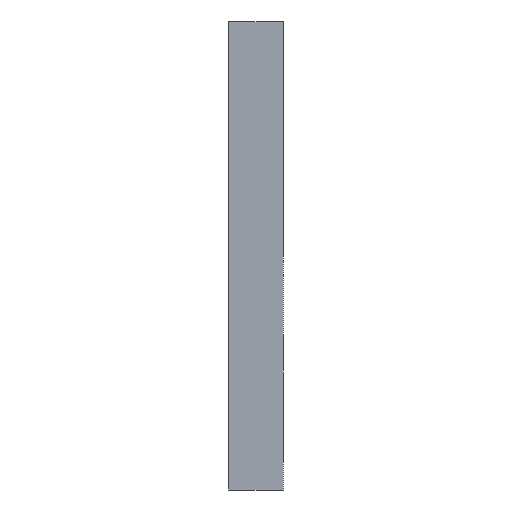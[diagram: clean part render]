
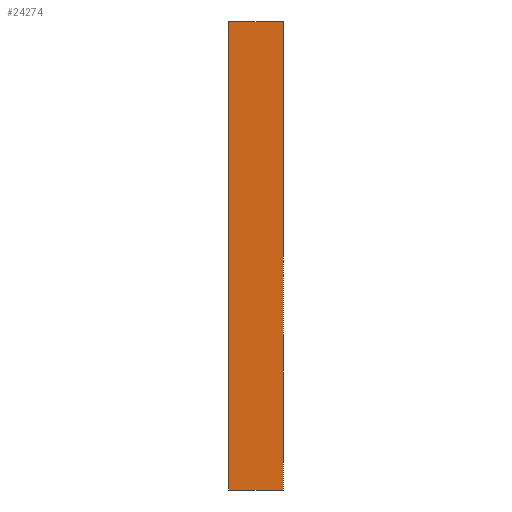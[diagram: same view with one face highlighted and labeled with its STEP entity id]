
A CAD part, front view. The second image highlights one B-rep face of the part: STEP entity #24274.
In plain terms, the highlighted planar face has unit normal (0, -1, 0).
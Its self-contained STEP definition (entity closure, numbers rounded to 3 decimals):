
#14415 = PLANE('',#14416);
#14416 = AXIS2_PLACEMENT_3D('',#14417,#14418,#14419);
#14417 = CARTESIAN_POINT('',(20.,64.95,56.248));
#14418 = DIRECTION('',(1.,0.,0.));
#14419 = DIRECTION('',(0.,0.,1.));
#14594 = PLANE('',#14595);
#14595 = AXIS2_PLACEMENT_3D('',#14596,#14597,#14598);
#14596 = CARTESIAN_POINT('',(0.,64.95,56.248));
#14597 = DIRECTION('',(-1.,0.,0.));
#14598 = DIRECTION('',(0.,0.,-1.));
#24179 = PLANE('',#24180);
#24180 = AXIS2_PLACEMENT_3D('',#24181,#24182,#24183);
#24181 = CARTESIAN_POINT('',(10.,64.95,-30.));
#24182 = DIRECTION('',(0.,0.,-1.));
#24183 = DIRECTION('',(-1.,0.,0.));
#24204 = VERTEX_POINT('',#24205);
#24205 = CARTESIAN_POINT('',(20.,-30.,-30.));
#24226 = EDGE_CURVE('',#24204,#24227,#24229,.T.);
#24227 = VERTEX_POINT('',#24228);
#24228 = CARTESIAN_POINT('',(0.,-30.,-30.));
#24229 = SURFACE_CURVE('',#24230,(#24234,#24241),.PCURVE_S1.);
#24230 = LINE('',#24231,#24232);
#24231 = CARTESIAN_POINT('',(20.,-30.,-30.));
#24232 = VECTOR('',#24233,1.);
#24233 = DIRECTION('',(-1.,0.,0.));
#24234 = PCURVE('',#24179,#24235);
#24235 = DEFINITIONAL_REPRESENTATION('',(#24236),#24240);
#24236 = LINE('',#24237,#24238);
#24237 = CARTESIAN_POINT('',(-10.,-94.95));
#24238 = VECTOR('',#24239,1.);
#24239 = DIRECTION('',(1.,0.));
#24240 = ( GEOMETRIC_REPRESENTATION_CONTEXT(2) 
PARAMETRIC_REPRESENTATION_CONTEXT() REPRESENTATION_CONTEXT('2D SPACE',''
  ) );
#24241 = PCURVE('',#24242,#24247);
#24242 = PLANE('',#24243);
#24243 = AXIS2_PLACEMENT_3D('',#24244,#24245,#24246);
#24244 = CARTESIAN_POINT('',(10.,-30.,56.248));
#24245 = DIRECTION('',(0.,-1.,0.));
#24246 = DIRECTION('',(0.,0.,-1.));
#24247 = DEFINITIONAL_REPRESENTATION('',(#24248),#24252);
#24248 = LINE('',#24249,#24250);
#24249 = CARTESIAN_POINT('',(86.248,10.));
#24250 = VECTOR('',#24251,1.);
#24251 = DIRECTION('',(0.,-1.));
#24252 = ( GEOMETRIC_REPRESENTATION_CONTEXT(2) 
PARAMETRIC_REPRESENTATION_CONTEXT() REPRESENTATION_CONTEXT('2D SPACE',''
  ) );
#24274 = ADVANCED_FACE('',(#24275),#24242,.T.);
#24275 = FACE_BOUND('',#24276,.T.);
#24276 = EDGE_LOOP('',(#24277,#24278,#24301,#24329));
#24277 = ORIENTED_EDGE('',*,*,#24226,.F.);
#24278 = ORIENTED_EDGE('',*,*,#24279,.T.);
#24279 = EDGE_CURVE('',#24204,#24280,#24282,.T.);
#24280 = VERTEX_POINT('',#24281);
#24281 = CARTESIAN_POINT('',(20.,-30.,142.497));
#24282 = SURFACE_CURVE('',#24283,(#24287,#24294),.PCURVE_S1.);
#24283 = LINE('',#24284,#24285);
#24284 = CARTESIAN_POINT('',(20.,-30.,-30.));
#24285 = VECTOR('',#24286,1.);
#24286 = DIRECTION('',(0.,0.,1.));
#24287 = PCURVE('',#24242,#24288);
#24288 = DEFINITIONAL_REPRESENTATION('',(#24289),#24293);
#24289 = LINE('',#24290,#24291);
#24290 = CARTESIAN_POINT('',(86.248,10.));
#24291 = VECTOR('',#24292,1.);
#24292 = DIRECTION('',(-1.,0.));
#24293 = ( GEOMETRIC_REPRESENTATION_CONTEXT(2) 
PARAMETRIC_REPRESENTATION_CONTEXT() REPRESENTATION_CONTEXT('2D SPACE',''
  ) );
#24294 = PCURVE('',#14415,#24295);
#24295 = DEFINITIONAL_REPRESENTATION('',(#24296),#24300);
#24296 = LINE('',#24297,#24298);
#24297 = CARTESIAN_POINT('',(-86.248,94.95));
#24298 = VECTOR('',#24299,1.);
#24299 = DIRECTION('',(1.,0.));
#24300 = ( GEOMETRIC_REPRESENTATION_CONTEXT(2) 
PARAMETRIC_REPRESENTATION_CONTEXT() REPRESENTATION_CONTEXT('2D SPACE',''
  ) );
#24301 = ORIENTED_EDGE('',*,*,#24302,.T.);
#24302 = EDGE_CURVE('',#24280,#24303,#24305,.T.);
#24303 = VERTEX_POINT('',#24304);
#24304 = CARTESIAN_POINT('',(0.,-30.,142.497));
#24305 = SURFACE_CURVE('',#24306,(#24310,#24317),.PCURVE_S1.);
#24306 = LINE('',#24307,#24308);
#24307 = CARTESIAN_POINT('',(20.,-30.,142.497));
#24308 = VECTOR('',#24309,1.);
#24309 = DIRECTION('',(-1.,0.,0.));
#24310 = PCURVE('',#24242,#24311);
#24311 = DEFINITIONAL_REPRESENTATION('',(#24312),#24316);
#24312 = LINE('',#24313,#24314);
#24313 = CARTESIAN_POINT('',(-86.248,10.));
#24314 = VECTOR('',#24315,1.);
#24315 = DIRECTION('',(0.,-1.));
#24316 = ( GEOMETRIC_REPRESENTATION_CONTEXT(2) 
PARAMETRIC_REPRESENTATION_CONTEXT() REPRESENTATION_CONTEXT('2D SPACE',''
  ) );
#24317 = PCURVE('',#24318,#24323);
#24318 = PLANE('',#24319);
#24319 = AXIS2_PLACEMENT_3D('',#24320,#24321,#24322);
#24320 = CARTESIAN_POINT('',(10.,64.95,142.497));
#24321 = DIRECTION('',(0.,0.,1.));
#24322 = DIRECTION('',(1.,0.,0.));
#24323 = DEFINITIONAL_REPRESENTATION('',(#24324),#24328);
#24324 = LINE('',#24325,#24326);
#24325 = CARTESIAN_POINT('',(10.,-94.95));
#24326 = VECTOR('',#24327,1.);
#24327 = DIRECTION('',(-1.,0.));
#24328 = ( GEOMETRIC_REPRESENTATION_CONTEXT(2) 
PARAMETRIC_REPRESENTATION_CONTEXT() REPRESENTATION_CONTEXT('2D SPACE',''
  ) );
#24329 = ORIENTED_EDGE('',*,*,#24330,.T.);
#24330 = EDGE_CURVE('',#24303,#24227,#24331,.T.);
#24331 = SURFACE_CURVE('',#24332,(#24336,#24343),.PCURVE_S1.);
#24332 = LINE('',#24333,#24334);
#24333 = CARTESIAN_POINT('',(0.,-30.,142.497));
#24334 = VECTOR('',#24335,1.);
#24335 = DIRECTION('',(0.,0.,-1.));
#24336 = PCURVE('',#24242,#24337);
#24337 = DEFINITIONAL_REPRESENTATION('',(#24338),#24342);
#24338 = LINE('',#24339,#24340);
#24339 = CARTESIAN_POINT('',(-86.248,-10.));
#24340 = VECTOR('',#24341,1.);
#24341 = DIRECTION('',(1.,0.));
#24342 = ( GEOMETRIC_REPRESENTATION_CONTEXT(2) 
PARAMETRIC_REPRESENTATION_CONTEXT() REPRESENTATION_CONTEXT('2D SPACE',''
  ) );
#24343 = PCURVE('',#14594,#24344);
#24344 = DEFINITIONAL_REPRESENTATION('',(#24345),#24349);
#24345 = LINE('',#24346,#24347);
#24346 = CARTESIAN_POINT('',(-86.248,94.95));
#24347 = VECTOR('',#24348,1.);
#24348 = DIRECTION('',(1.,0.));
#24349 = ( GEOMETRIC_REPRESENTATION_CONTEXT(2) 
PARAMETRIC_REPRESENTATION_CONTEXT() REPRESENTATION_CONTEXT('2D SPACE',''
  ) );
